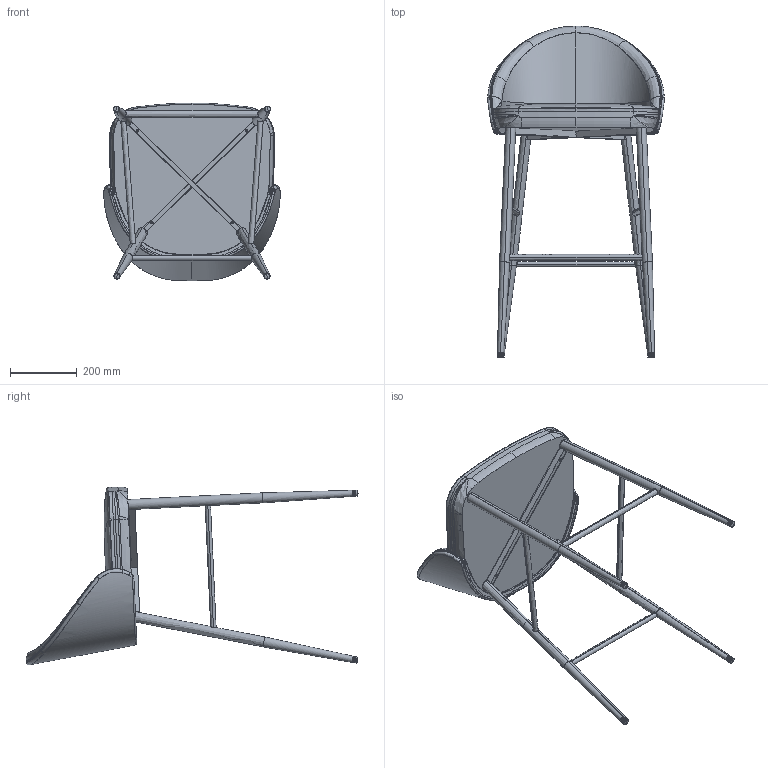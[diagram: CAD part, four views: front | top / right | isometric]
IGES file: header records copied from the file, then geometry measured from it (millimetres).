
Start section: SolidWorks IGES file using analytic representation for surfaces
Global section: file name: LE006.IGS; native system: SolidWorks 2022; preprocessor: SolidWorks 2022; author: Design.Exclusivo; date: 230629.082016; units: millimetre
Bounding box: 528.36 x 993.66 x 532.26 mm (x, y, z)
Surface area: 1892924.8 mm2 (no closed solid volume)
Topology: 0 solids, 0 shells, 516 faces, 11479 edges, 11467 vertices
Faces by surface type: bspline 315, revolution 201
